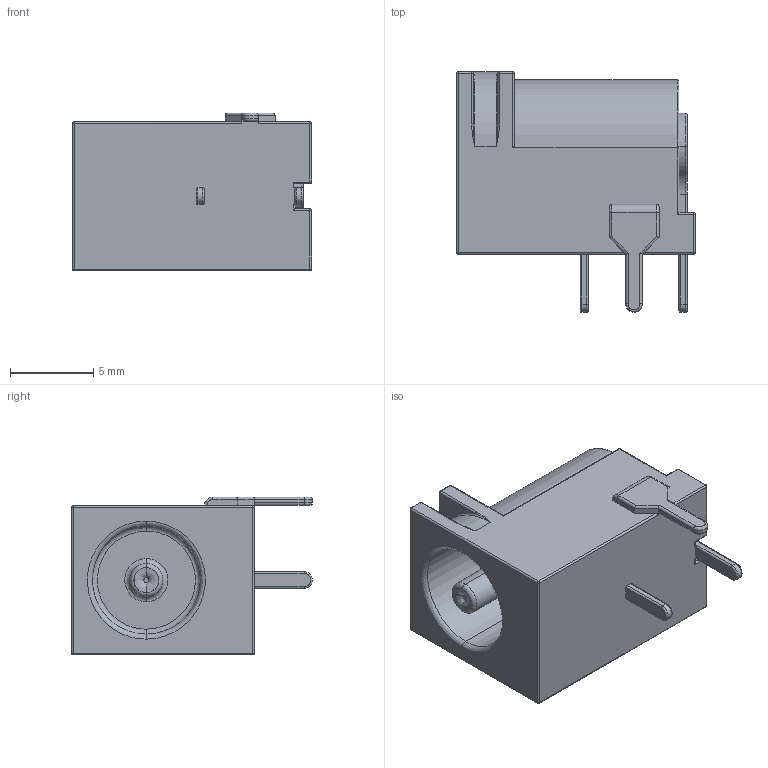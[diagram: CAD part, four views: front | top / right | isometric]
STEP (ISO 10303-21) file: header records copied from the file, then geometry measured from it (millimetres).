
FILE_DESCRIPTION (( 'STEP AP214' ), '1' );
FILE_NAME ('User Library-DC_Jack-1.STEP', '2017-08-02T06:54:45', ( 'Windows User' ), ( '' ), 'SwSTEP 2.0', 'SolidWorks 2017', '' );
FILE_SCHEMA (( 'AUTOMOTIVE_DESIGN' ));
Length unit declared in the file: millimetre
Products named in the file (1): User Library-DC_Jack-1
Bounding box: 14.4 x 14.5 x 9.5 mm (x, y, z)
Volume: 866.5 mm3; surface area: 1046.6 mm2
Topology: 1 solids, 1 shells, 176 faces, 420 edges, 230 vertices
Faces by surface type: cylinder 72, bspline 64, plane 40
Entity records: 8467 total; most frequent: CARTESIAN_POINT 2994, ORIENTED_EDGE 798, DIRECTION 669, EDGE_CURVE 399, AXIS2_PLACEMENT_3D 249, VERTEX_POINT 230, EDGE_LOOP 181, FACE_OUTER_BOUND 176
